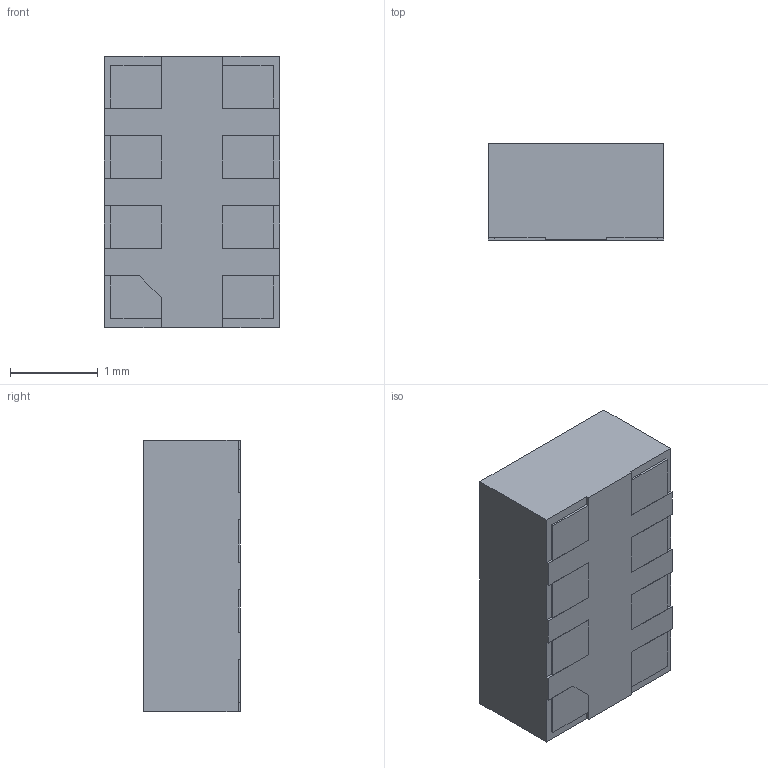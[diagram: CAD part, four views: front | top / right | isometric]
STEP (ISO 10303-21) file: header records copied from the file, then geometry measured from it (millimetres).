
FILE_DESCRIPTION (( 'STEP AP214' ), '1' );
FILE_NAME ('AS7341-DLGM.STEP', '2023-01-06T00:12:43', ( '' ), ( '' ), 'SwSTEP 2.0', 'SolidWorks 2021', '' );
FILE_SCHEMA (( 'AUTOMOTIVE_DESIGN' ));
Length unit declared in the file: millimetre
Products named in the file (1): AS7341-DLGM
Bounding box: 2 x 1.1 x 3.1 mm (x, y, z)
Volume: 6.8 mm3; surface area: 30.9 mm2
Topology: 10 solids, 10 shells, 91 faces, 210 edges, 140 vertices
Faces by surface type: plane 87, cylinder 4
Entity records: 2647 total; most frequent: CARTESIAN_POINT 442, ORIENTED_EDGE 420, DIRECTION 402, EDGE_CURVE 210, LINE 202, VECTOR 202, VERTEX_POINT 140, AXIS2_PLACEMENT_3D 100
